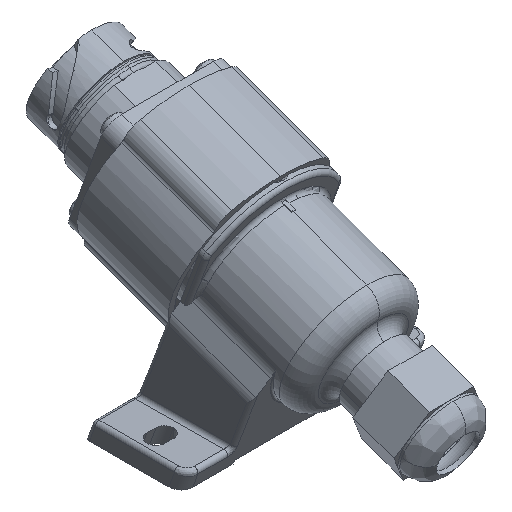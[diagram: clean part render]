
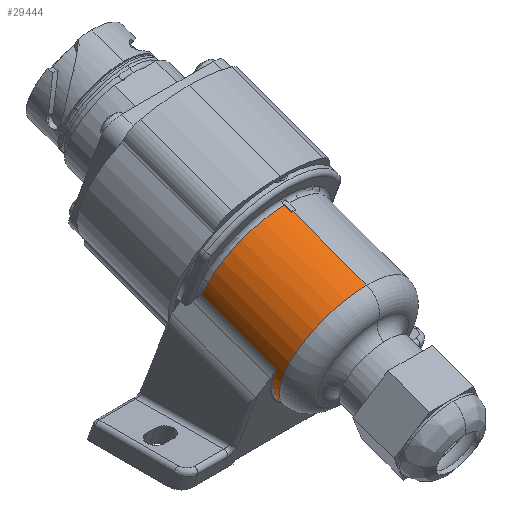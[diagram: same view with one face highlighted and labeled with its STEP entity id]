
A CAD part, isometric view. The second image highlights one B-rep face of the part: STEP entity #29444.
In plain terms, the highlighted cylindrical face has radius 16.375 mm (diameter 32.75 mm), a partial arc.
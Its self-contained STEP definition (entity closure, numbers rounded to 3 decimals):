
#29236=AXIS2_PLACEMENT_3D('Circle Axis2P3D',#29234,#29235,$) ;
#29365=AXIS2_PLACEMENT_3D('Cylinder Axis2P3D',#29362,#29363,#29364) ;
#28241=CARTESIAN_POINT('Vertex',(32.,38.014,9.122)) ;
#29075=CARTESIAN_POINT('Vertex',(15.627,33.272,25.073)) ;
#29079=CARTESIAN_POINT('Control Point',(15.627,33.272,25.073)) ;
#29080=CARTESIAN_POINT('Control Point',(15.55,34.706,19.935)) ;
#29081=CARTESIAN_POINT('Control Point',(17.634,36.224,14.896)) ;
#29082=CARTESIAN_POINT('Control Point',(21.74,37.42,11.039)) ;
#29083=CARTESIAN_POINT('Control Point',(26.871,38.014,9.122)) ;
#29084=CARTESIAN_POINT('Control Point',(32.,38.014,9.122)) ;
#29121=CARTESIAN_POINT('Vertex',(15.627,52.589,32.104)) ;
#29124=CARTESIAN_POINT('Line Origine',(15.627,55.355,33.11)) ;
#29199=CARTESIAN_POINT('Vertex',(16.073,51.316,35.437)) ;
#29203=CARTESIAN_POINT('Control Point',(15.627,52.589,32.104)) ;
#29204=CARTESIAN_POINT('Control Point',(15.631,52.496,32.357)) ;
#29205=CARTESIAN_POINT('Control Point',(15.64,52.401,32.611)) ;
#29206=CARTESIAN_POINT('Control Point',(15.654,52.313,32.843)) ;
#29207=CARTESIAN_POINT('Control Point',(15.689,52.142,33.287)) ;
#29208=CARTESIAN_POINT('Control Point',(15.742,51.969,33.73)) ;
#29209=CARTESIAN_POINT('Control Point',(15.773,51.879,33.963)) ;
#29210=CARTESIAN_POINT('Control Point',(15.847,51.701,34.417)) ;
#29211=CARTESIAN_POINT('Control Point',(15.937,51.529,34.864)) ;
#29212=CARTESIAN_POINT('Control Point',(15.977,51.459,35.049)) ;
#29213=CARTESIAN_POINT('Control Point',(16.024,51.386,35.243)) ;
#29214=CARTESIAN_POINT('Control Point',(16.073,51.316,35.437)) ;
#29234=CARTESIAN_POINT('Axis2P3D Location',(32.,52.616,31.863)) ;
#29238=CARTESIAN_POINT('Vertex',(31.5,47.018,47.243)) ;
#29268=CARTESIAN_POINT('Vertex',(31.5,45.139,46.559)) ;
#29271=CARTESIAN_POINT('Line Origine',(31.5,46.079,46.901)) ;
#29295=CARTESIAN_POINT('Vertex',(32.,45.136,46.567)) ;
#29299=CARTESIAN_POINT('Control Point',(32.,45.136,46.567)) ;
#29300=CARTESIAN_POINT('Control Point',(31.9,45.136,46.567)) ;
#29301=CARTESIAN_POINT('Control Point',(31.8,45.137,46.566)) ;
#29302=CARTESIAN_POINT('Control Point',(31.7,45.137,46.564)) ;
#29303=CARTESIAN_POINT('Control Point',(31.6,45.138,46.562)) ;
#29304=CARTESIAN_POINT('Control Point',(31.5,45.139,46.559)) ;
#29362=CARTESIAN_POINT('Axis2P3D Location',(32.,74.894,39.972)) ;
#29367=CARTESIAN_POINT('Line Origine',(32.,69.294,55.359)) ;
#29371=CARTESIAN_POINT('Vertex',(32.,41.378,45.199)) ;
#29374=CARTESIAN_POINT('Line Origine',(32.,69.294,55.359)) ;
#29378=CARTESIAN_POINT('Vertex',(32.,26.343,39.726)) ;
#29381=CARTESIAN_POINT('Line Origine',(32.,69.294,55.359)) ;
#29385=CARTESIAN_POINT('Vertex',(32.,25.873,39.555)) ;
#29392=CARTESIAN_POINT('Vertex',(32.,37.074,8.78)) ;
#29395=CARTESIAN_POINT('Line Origine',(32.,80.495,24.584)) ;
#29415=CARTESIAN_POINT('Control Point',(32.,25.873,39.555)) ;
#29416=CARTESIAN_POINT('Control Point',(29.428,25.873,39.555)) ;
#29417=CARTESIAN_POINT('Control Point',(26.856,26.045,39.081)) ;
#29418=CARTESIAN_POINT('Control Point',(24.416,26.391,38.131)) ;
#29419=CARTESIAN_POINT('Control Point',(20.064,27.391,35.384)) ;
#29420=CARTESIAN_POINT('Control Point',(17.141,28.879,31.294)) ;
#29421=CARTESIAN_POINT('Control Point',(16.13,29.714,29.002)) ;
#29422=CARTESIAN_POINT('Control Point',(15.12,31.473,24.168)) ;
#29423=CARTESIAN_POINT('Control Point',(16.13,33.233,19.334)) ;
#29424=CARTESIAN_POINT('Control Point',(17.141,34.067,17.041)) ;
#29425=CARTESIAN_POINT('Control Point',(20.064,35.556,12.952)) ;
#29426=CARTESIAN_POINT('Control Point',(24.416,36.556,10.204)) ;
#29427=CARTESIAN_POINT('Control Point',(26.856,36.901,9.255)) ;
#29428=CARTESIAN_POINT('Control Point',(29.428,37.074,8.78)) ;
#29429=CARTESIAN_POINT('Control Point',(32.,37.074,8.78)) ;
#29125=DIRECTION('Vector Direction',(0.,-0.94,-0.342)) ;
#29235=DIRECTION('Axis2P3D Direction',(0.,-0.94,-0.342)) ;
#29272=DIRECTION('Vector Direction',(0.,-0.94,-0.342)) ;
#29363=DIRECTION('Axis2P3D Direction',(0.,-0.94,-0.342)) ;
#29364=DIRECTION('Axis2P3D XDirection',(0.,0.342,-0.94)) ;
#29368=DIRECTION('Vector Direction',(0.,-0.94,-0.342)) ;
#29375=DIRECTION('Vector Direction',(0.,-0.94,-0.342)) ;
#29382=DIRECTION('Vector Direction',(0.,-0.94,-0.342)) ;
#29396=DIRECTION('Vector Direction',(0.,-0.94,-0.342)) ;
#29126=VECTOR('Line Direction',#29125,1.) ;
#29273=VECTOR('Line Direction',#29272,1.) ;
#29369=VECTOR('Line Direction',#29368,1.) ;
#29376=VECTOR('Line Direction',#29375,1.) ;
#29383=VECTOR('Line Direction',#29382,1.) ;
#29397=VECTOR('Line Direction',#29396,1.) ;
#29432=ORIENTED_EDGE('',*,*,#29399,.F.) ;
#29433=ORIENTED_EDGE('',*,*,#29430,.F.) ;
#29434=ORIENTED_EDGE('',*,*,#29387,.T.) ;
#29435=ORIENTED_EDGE('',*,*,#29380,.F.) ;
#29436=ORIENTED_EDGE('',*,*,#29373,.T.) ;
#29437=ORIENTED_EDGE('',*,*,#29305,.T.) ;
#29438=ORIENTED_EDGE('',*,*,#29275,.F.) ;
#29439=ORIENTED_EDGE('',*,*,#29240,.F.) ;
#29440=ORIENTED_EDGE('',*,*,#29215,.F.) ;
#29441=ORIENTED_EDGE('',*,*,#29128,.T.) ;
#29442=ORIENTED_EDGE('',*,*,#29085,.T.) ;
#29444=ADVANCED_FACE('Hauptk\X2\00F6\X0\rper',(#29443),#29366,.T.) ;
#29078=B_SPLINE_CURVE_WITH_KNOTS('',5,(#29079,#29080,#29081,#29082,#29083,#29084),.UNSPECIFIED.,.F.,.U.,(6,6),(-13.175,13.175),.UNSPECIFIED.) ;
#29202=B_SPLINE_CURVE_WITH_KNOTS('',5,(#29203,#29204,#29205,#29206,#29207,#29208,#29209,#29210,#29211,#29212,#29213,#29214),.UNSPECIFIED.,.F.,.U.,(6,3,3,6),(0.,1.942,3.883,5.432),.UNSPECIFIED.) ;
#29298=B_SPLINE_CURVE_WITH_KNOTS('',5,(#29299,#29300,#29301,#29302,#29303,#29304),.UNSPECIFIED.,.F.,.U.,(6,6),(0.,0.707),.UNSPECIFIED.) ;
#29414=B_SPLINE_CURVE_WITH_KNOTS('',5,(#29415,#29416,#29417,#29418,#29419,#29420,#29421,#29422,#29423,#29424,#29425,#29426,#29427,#29428,#29429),.UNSPECIFIED.,.F.,.U.,(6,3,3,3,6),(-25.722,-12.861,0.,12.861,25.722),.UNSPECIFIED.) ;
#29237=CIRCLE('generated circle',#29236,16.375) ;
#29366=CYLINDRICAL_SURFACE('generated cylinder',#29365,16.375) ;
#29085=EDGE_CURVE('',#29076,#28242,#29078,.T.) ;
#29128=EDGE_CURVE('',#29122,#29076,#29127,.T.) ;
#29215=EDGE_CURVE('',#29122,#29200,#29202,.T.) ;
#29240=EDGE_CURVE('',#29200,#29239,#29237,.F.) ;
#29275=EDGE_CURVE('',#29239,#29269,#29274,.T.) ;
#29305=EDGE_CURVE('',#29296,#29269,#29298,.T.) ;
#29373=EDGE_CURVE('',#29372,#29296,#29370,.F.) ;
#29380=EDGE_CURVE('',#29372,#29379,#29377,.T.) ;
#29387=EDGE_CURVE('',#29386,#29379,#29384,.F.) ;
#29399=EDGE_CURVE('',#29393,#28242,#29398,.F.) ;
#29430=EDGE_CURVE('',#29386,#29393,#29414,.T.) ;
#29431=EDGE_LOOP('',(#29432,#29433,#29434,#29435,#29436,#29437,#29438,#29439,#29440,#29441,#29442)) ;
#29443=FACE_OUTER_BOUND('',#29431,.T.) ;
#29127=LINE('Line',#29124,#29126) ;
#29274=LINE('Line',#29271,#29273) ;
#29370=LINE('Line',#29367,#29369) ;
#29377=LINE('Line',#29374,#29376) ;
#29384=LINE('Line',#29381,#29383) ;
#29398=LINE('Line',#29395,#29397) ;
#28242=VERTEX_POINT('',#28241) ;
#29076=VERTEX_POINT('',#29075) ;
#29122=VERTEX_POINT('',#29121) ;
#29200=VERTEX_POINT('',#29199) ;
#29239=VERTEX_POINT('',#29238) ;
#29269=VERTEX_POINT('',#29268) ;
#29296=VERTEX_POINT('',#29295) ;
#29372=VERTEX_POINT('',#29371) ;
#29379=VERTEX_POINT('',#29378) ;
#29386=VERTEX_POINT('',#29385) ;
#29393=VERTEX_POINT('',#29392) ;
